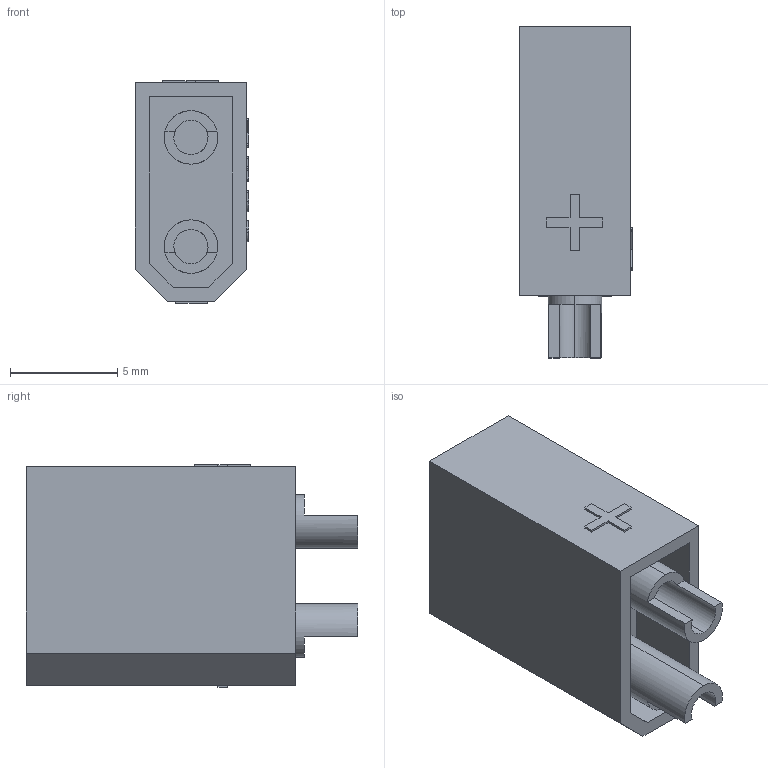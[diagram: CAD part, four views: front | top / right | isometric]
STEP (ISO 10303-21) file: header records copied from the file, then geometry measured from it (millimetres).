
FILE_DESCRIPTION (( 'STEP AP214' ), '1' );
FILE_NAME ('479B7BB9-1D3F-42EB-AB10-D51EF3BC1CF5.STEP', '2023-07-12T06:39:16', ( '' ), ( '' ), 'SwSTEP 2.0', 'SolidWorks 2022', '' );
FILE_SCHEMA (( 'AUTOMOTIVE_DESIGN' ));
Length unit declared in the file: millimetre
Products named in the file (1): 479B7BB9-1D3F-42EB-AB10-D51EF3BC1CF5
Bounding box: 5.3 x 15.5 x 10.4 mm (x, y, z)
Volume: 362.9 mm3; surface area: 947.1 mm2
Topology: 1 solids, 1 shells, 167 faces, 454 edges, 302 vertices
Faces by surface type: plane 101, bspline 48, cylinder 12, torus 6
Entity records: 7337 total; most frequent: CARTESIAN_POINT 2708, ORIENTED_EDGE 908, DIRECTION 638, EDGE_CURVE 454, VECTOR 302, VERTEX_POINT 302, LINE 302, EDGE_LOOP 180
